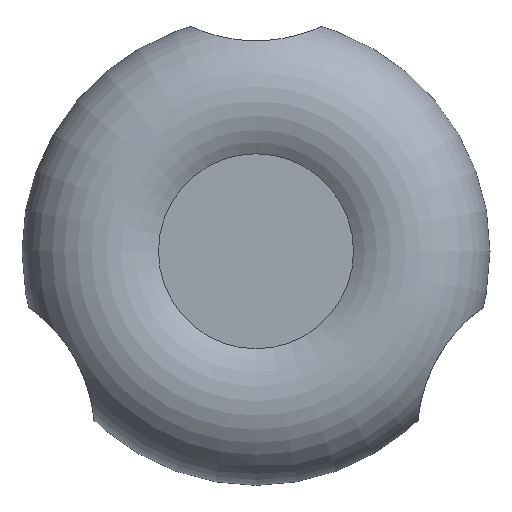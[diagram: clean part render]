
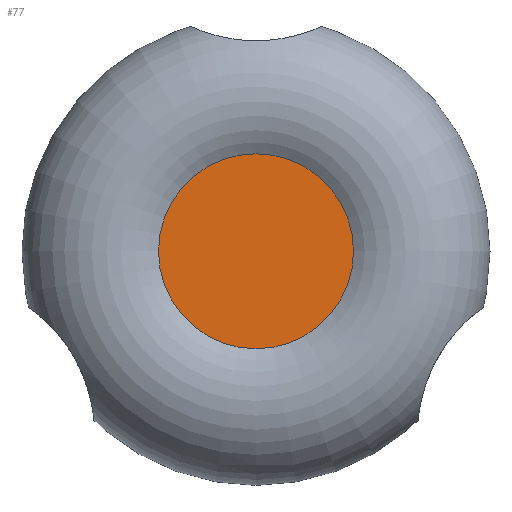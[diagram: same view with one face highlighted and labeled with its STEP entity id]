
A CAD part, top view. The second image highlights one B-rep face of the part: STEP entity #77.
In plain terms, the highlighted planar face has unit normal (0, 0, 1).
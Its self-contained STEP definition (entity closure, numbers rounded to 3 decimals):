
#77 = ADVANCED_FACE( '', ( #191 ), #192, .F. );
#191 = FACE_OUTER_BOUND( '', #353, .T. );
#192 = PLANE( '', #354 );
#353 = EDGE_LOOP( '', ( #518 ) );
#354 = AXIS2_PLACEMENT_3D( '', #519, #520, #521 );
#518 = ORIENTED_EDGE( '', *, *, #916, .T. );
#519 = CARTESIAN_POINT( '', ( 0., 12.5, 36.374 ) );
#520 = DIRECTION( '', ( 0., 0., -1. ) );
#521 = DIRECTION( '', ( 0., 1., 0. ) );
#916 = EDGE_CURVE( '', #1079, #1079, #1080, .T. );
#1079 = VERTEX_POINT( '', #1512 );
#1080 = CIRCLE( '', #1513, 12.5 );
#1512 = CARTESIAN_POINT( '', ( 0., -12.5, 36.374 ) );
#1513 = AXIS2_PLACEMENT_3D( '', #2210, #2211, #2212 );
#2210 = CARTESIAN_POINT( '', ( 0., 0., 36.374 ) );
#2211 = DIRECTION( '', ( 0., 0., 1. ) );
#2212 = DIRECTION( '', ( 0., -1., 0. ) );
